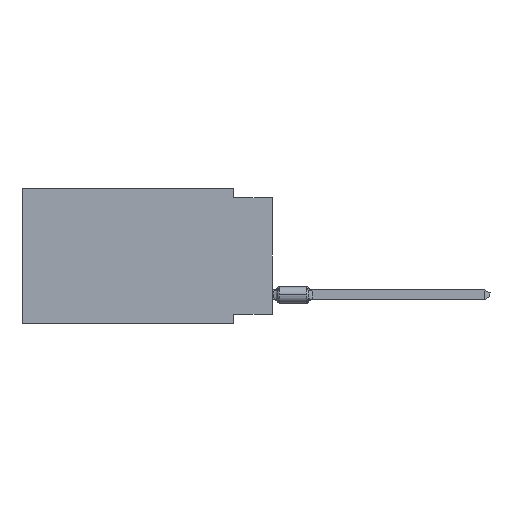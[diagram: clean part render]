
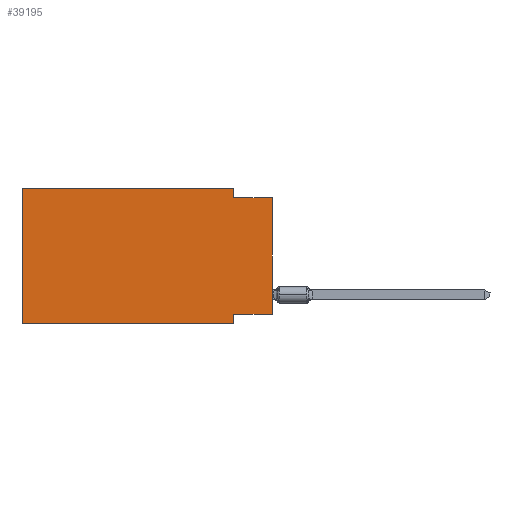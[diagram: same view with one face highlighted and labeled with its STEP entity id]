
A CAD part, left-side view. The second image highlights one B-rep face of the part: STEP entity #39195.
In plain terms, the highlighted planar face has unit normal (-1, 0, 0).
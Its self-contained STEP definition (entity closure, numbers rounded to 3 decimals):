
#1210 = LINE ( 'NONE', #4742, #30467 ) ;
#2633 = CARTESIAN_POINT ( 'NONE',  ( 0., 2.54, -8.89 ) ) ;
#3384 = CARTESIAN_POINT ( 'NONE',  ( 0., 2.54, -0.635 ) ) ;
#3873 = AXIS2_PLACEMENT_3D ( 'NONE', #41126, #8780, #4589 ) ;
#4589 = DIRECTION ( 'NONE',  ( 0., 0., -1. ) ) ;
#4633 = ORIENTED_EDGE ( 'NONE', *, *, #33187, .T. ) ;
#4742 = CARTESIAN_POINT ( 'NONE',  ( 0., 0., -8.255 ) ) ;
#5103 = EDGE_CURVE ( 'NONE', #8467, #36150, #35145, .T. ) ;
#8402 = DIRECTION ( 'NONE',  ( 0., 0., -1. ) ) ;
#8447 = LINE ( 'NONE', #22833, #22302 ) ;
#8467 = VERTEX_POINT ( 'NONE', #42005 ) ;
#8634 = CARTESIAN_POINT ( 'NONE',  ( 0., 0., -0.635 ) ) ;
#8780 = DIRECTION ( 'NONE',  ( 1., 0., 0. ) ) ;
#10520 = EDGE_CURVE ( 'NONE', #11464, #18601, #1210, .T. ) ;
#11464 = VERTEX_POINT ( 'NONE', #13275 ) ;
#12894 = EDGE_CURVE ( 'NONE', #26709, #21268, #40990, .T. ) ;
#13275 = CARTESIAN_POINT ( 'NONE',  ( 0., 0., -8.255 ) ) ;
#14036 = ORIENTED_EDGE ( 'NONE', *, *, #44898, .F. ) ;
#14880 = DIRECTION ( 'NONE',  ( 0., 1., 0. ) ) ;
#15010 = ORIENTED_EDGE ( 'NONE', *, *, #30527, .F. ) ;
#15652 = EDGE_CURVE ( 'NONE', #8467, #16618, #30822, .T. ) ;
#16187 = CARTESIAN_POINT ( 'NONE',  ( 0., 2.54, -8.255 ) ) ;
#16618 = VERTEX_POINT ( 'NONE', #2633 ) ;
#17603 = ORIENTED_EDGE ( 'NONE', *, *, #5103, .F. ) ;
#18154 = CARTESIAN_POINT ( 'NONE',  ( 0., 16.383, 0. ) ) ;
#18601 = VERTEX_POINT ( 'NONE', #16187 ) ;
#20149 = ORIENTED_EDGE ( 'NONE', *, *, #42227, .F. ) ;
#21268 = VERTEX_POINT ( 'NONE', #22404 ) ;
#21613 = LINE ( 'NONE', #24939, #42864 ) ;
#22302 = VECTOR ( 'NONE', #37235, 1000. ) ;
#22404 = CARTESIAN_POINT ( 'NONE',  ( 0., 0., -0.635 ) ) ;
#22580 = CARTESIAN_POINT ( 'NONE',  ( 0., 2.54, -8.89 ) ) ;
#22719 = DIRECTION ( 'NONE',  ( 0., -1., 0. ) ) ;
#22833 = CARTESIAN_POINT ( 'NONE',  ( 0., 2.54, 0. ) ) ;
#23028 = DIRECTION ( 'NONE',  ( 0., -1., 0. ) ) ;
#24450 = ORIENTED_EDGE ( 'NONE', *, *, #15652, .T. ) ;
#24939 = CARTESIAN_POINT ( 'NONE',  ( 0., 0., 0. ) ) ;
#26106 = LINE ( 'NONE', #22580, #37464 ) ;
#26506 = PLANE ( 'NONE',  #3873 ) ;
#26709 = VERTEX_POINT ( 'NONE', #3384 ) ;
#28214 = VECTOR ( 'NONE', #31523, 1000. ) ;
#29553 = LINE ( 'NONE', #37329, #35896 ) ;
#30154 = ORIENTED_EDGE ( 'NONE', *, *, #12894, .F. ) ;
#30467 = VECTOR ( 'NONE', #14880, 1000. ) ;
#30527 = EDGE_CURVE ( 'NONE', #36150, #44422, #29553, .T. ) ;
#30822 = LINE ( 'NONE', #42180, #28214 ) ;
#31523 = DIRECTION ( 'NONE',  ( 0., -1., 0. ) ) ;
#33187 = EDGE_CURVE ( 'NONE', #11464, #21268, #21613, .T. ) ;
#35145 = LINE ( 'NONE', #18154, #40489 ) ;
#35619 = DIRECTION ( 'NONE',  ( 0., 0., 1. ) ) ;
#35896 = VECTOR ( 'NONE', #22719, 1000. ) ;
#36150 = VERTEX_POINT ( 'NONE', #44643 ) ;
#36911 = FACE_OUTER_BOUND ( 'NONE', #44707, .T. ) ;
#37235 = DIRECTION ( 'NONE',  ( 0., 0., -1. ) ) ;
#37329 = CARTESIAN_POINT ( 'NONE',  ( 0., 16.383, 0. ) ) ;
#37464 = VECTOR ( 'NONE', #8402, 1000. ) ;
#39195 = ADVANCED_FACE ( 'NONE', ( #36911 ), #26506, .F. ) ;
#39226 = ORIENTED_EDGE ( 'NONE', *, *, #10520, .F. ) ;
#39239 = CARTESIAN_POINT ( 'NONE',  ( 0., 2.54, 0. ) ) ;
#40489 = VECTOR ( 'NONE', #35619, 1000. ) ;
#40990 = LINE ( 'NONE', #8634, #45033 ) ;
#41126 = CARTESIAN_POINT ( 'NONE',  ( 0., 16.383, 0. ) ) ;
#42005 = CARTESIAN_POINT ( 'NONE',  ( 0., 16.383, -8.89 ) ) ;
#42180 = CARTESIAN_POINT ( 'NONE',  ( 0., 16.383, -8.89 ) ) ;
#42227 = EDGE_CURVE ( 'NONE', #44422, #26709, #8447, .T. ) ;
#42864 = VECTOR ( 'NONE', #43117, 1000. ) ;
#43117 = DIRECTION ( 'NONE',  ( 0., 0., 1. ) ) ;
#44422 = VERTEX_POINT ( 'NONE', #39239 ) ;
#44643 = CARTESIAN_POINT ( 'NONE',  ( 0., 16.383, 0. ) ) ;
#44707 = EDGE_LOOP ( 'NONE', ( #4633, #30154, #20149, #15010, #17603, #24450, #14036, #39226 ) ) ;
#44898 = EDGE_CURVE ( 'NONE', #18601, #16618, #26106, .T. ) ;
#45033 = VECTOR ( 'NONE', #23028, 1000. ) ;
